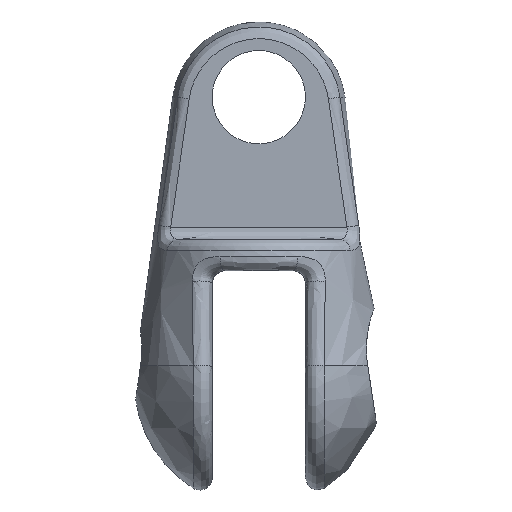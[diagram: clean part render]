
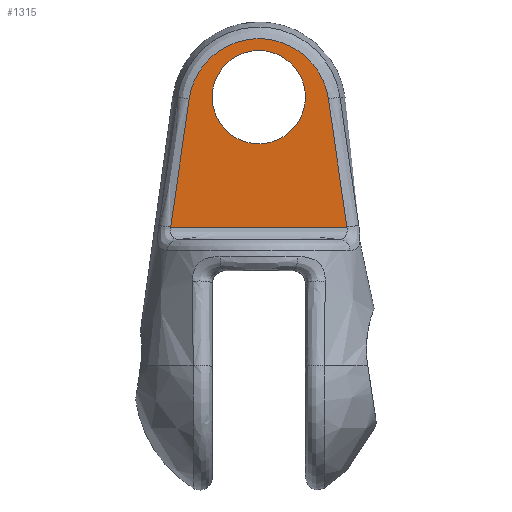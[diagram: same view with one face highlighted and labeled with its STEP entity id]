
A CAD part, left-side view. The second image highlights one B-rep face of the part: STEP entity #1315.
In plain terms, the highlighted free-form (B-spline) face has degree [1, 1] with [2, 2] control points.
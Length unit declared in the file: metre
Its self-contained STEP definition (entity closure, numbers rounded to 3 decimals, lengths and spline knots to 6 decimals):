
#109 = CARTESIAN_POINT ('', (-6., -11.194745, 37.636364));
#110 = VERTEX_POINT ('', #109);
#117 = CARTESIAN_POINT ('', (-6., -14.174922, 17.));
#118 = VERTEX_POINT ('', #117);
#119 = CARTESIAN_POINT ('', (-6., -14.174922, 17.));
#120 = CARTESIAN_POINT ('', (-6., -13.846912, 19.293378));
#121 = CARTESIAN_POINT ('', (-6., -13.189363, 23.879918));
#122 = CARTESIAN_POINT ('', (-6., -12.196798, 30.758831));
#123 = CARTESIAN_POINT ('', (-6., -11.529824, 35.344008));
#124 = CARTESIAN_POINT ('', (-6., -11.194745, 37.636364));
#125 = B_SPLINE_CURVE_WITH_KNOTS ('', 3, (#119, #120, #121, #122, #123, #124), .UNSPECIFIED., .F., .U., (4, 1, 1, 4), (0., 6.950148, 13.900295, 20.850443), .UNSPECIFIED.);
#126 = EDGE_CURVE ('', #118, #110, #125, .T.);
#228 = CARTESIAN_POINT ('', (-6., 11.194745, 37.636364));
#229 = VERTEX_POINT ('', #228);
#236 = CARTESIAN_POINT ('', (-6., -11.194745, 37.636364));
#237 = CARTESIAN_POINT ('', (-6., -11.070372, 38.487225));
#238 = CARTESIAN_POINT ('', (-6., -10.846929, 39.329198));
#239 = CARTESIAN_POINT ('', (-6., -10.533044, 40.129767));
#240 = CARTESIAN_POINT ('', (-6., -10.21916, 40.930336));
#241 = CARTESIAN_POINT ('', (-6., -9.810793, 41.699804));
#242 = CARTESIAN_POINT ('', (-6., -9.323715, 42.408458));
#243 = CARTESIAN_POINT ('', (-6., -8.836638, 43.117111));
#244 = CARTESIAN_POINT ('', (-6., -8.26458, 43.77407));
#245 = CARTESIAN_POINT ('', (-6., -7.629633, 44.353963));
#246 = CARTESIAN_POINT ('', (-6., -7.207884, 44.739145));
#247 = CARTESIAN_POINT ('', (-6., -6.755595, 45.093304));
#248 = CARTESIAN_POINT ('', (-6., -6.280513, 45.410375));
#249 = CARTESIAN_POINT ('', (-6., -5.805431, 45.727446));
#250 = CARTESIAN_POINT ('', (-6., -5.304844, 46.009239));
#251 = CARTESIAN_POINT ('', (-6., -4.787327, 46.250927));
#252 = CARTESIAN_POINT ('', (-6., -4.26981, 46.492614));
#253 = CARTESIAN_POINT ('', (-6., -3.732409, 46.695577));
#254 = CARTESIAN_POINT ('', (-6., -3.184328, 46.856337));
#255 = CARTESIAN_POINT ('', (-6., -2.636247, 47.017098));
#256 = CARTESIAN_POINT ('', (-6., -2.074357, 47.136574));
#257 = CARTESIAN_POINT ('', (-6., -1.508284, 47.21272));
#258 = CARTESIAN_POINT ('', (-6., -1.131507, 47.263402));
#259 = CARTESIAN_POINT ('', (-6., -0.751691, 47.295109));
#260 = CARTESIAN_POINT ('', (-6., -0.371725, 47.3076));
#261 = CARTESIAN_POINT ('', (-6., -0.118594, 47.315922));
#262 = CARTESIAN_POINT ('', (-6., 0.134959, 47.315738));
#263 = CARTESIAN_POINT ('', (-6., 0.388078, 47.307051));
#264 = CARTESIAN_POINT ('', (-6., 0.768025, 47.29401));
#265 = CARTESIAN_POINT ('', (-6., 1.147795, 47.261754));
#266 = CARTESIAN_POINT ('', (-6., 1.524498, 47.210527));
#267 = CARTESIAN_POINT ('', (-6., 1.901202, 47.159299));
#268 = CARTESIAN_POINT ('', (-6., 2.275794, 47.088972));
#269 = CARTESIAN_POINT ('', (-6., 2.645426, 47.000078));
#270 = CARTESIAN_POINT ('', (-6., 3.200764, 46.866524));
#271 = CARTESIAN_POINT ('', (-6., 3.747515, 46.690293));
#272 = CARTESIAN_POINT ('', (-6., 4.276315, 46.474404));
#273 = CARTESIAN_POINT ('', (-6., 4.805114, 46.258514));
#274 = CARTESIAN_POINT ('', (-6., 5.31898, 46.001734));
#275 = CARTESIAN_POINT ('', (-6., 5.809111, 45.708462));
#276 = CARTESIAN_POINT ('', (-6., 6.299241, 45.41519));
#277 = CARTESIAN_POINT ('', (-6., 6.768435, 45.083751));
#278 = CARTESIAN_POINT ('', (-6., 7.208654, 44.719823));
#279 = CARTESIAN_POINT ('', (-6., 7.648873, 44.355894));
#280 = CARTESIAN_POINT ('', (-6., 8.062632, 43.957399));
#281 = CARTESIAN_POINT ('', (-6., 8.442842, 43.531163));
#282 = CARTESIAN_POINT ('', (-6., 8.823052, 43.104927));
#283 = CARTESIAN_POINT ('', (-6., 9.171884, 42.648517));
#284 = CARTESIAN_POINT ('', (-6., 9.483363, 42.16975));
#285 = CARTESIAN_POINT ('', (-6., 9.794843, 41.690984));
#286 = CARTESIAN_POINT ('', (-6., 10.070747, 41.187127));
#287 = CARTESIAN_POINT ('', (-6., 10.306351, 40.666812));
#288 = CARTESIAN_POINT ('', (-6., 10.424152, 40.406655));
#289 = CARTESIAN_POINT ('', (-6., 10.532399, 40.141271));
#290 = CARTESIAN_POINT ('', (-6., 10.630162, 39.87294));
#291 = CARTESIAN_POINT ('', (-6., 10.727924, 39.604608));
#292 = CARTESIAN_POINT ('', (-6., 10.815764, 39.331789));
#293 = CARTESIAN_POINT ('', (-6., 10.892925, 39.056825));
#294 = CARTESIAN_POINT ('', (-6., 10.944284, 38.873809));
#295 = CARTESIAN_POINT ('', (-6., 10.991087, 38.689264));
#296 = CARTESIAN_POINT ('', (-6., 11.033156, 38.503892));
#297 = CARTESIAN_POINT ('', (-6., 11.075224, 38.318521));
#298 = CARTESIAN_POINT ('', (-6., 11.112666, 38.131851));
#299 = CARTESIAN_POINT ('', (-6., 11.145338, 37.944595));
#300 = CARTESIAN_POINT ('', (-6., 11.163223, 37.842088));
#301 = CARTESIAN_POINT ('', (-6., 11.179695, 37.739325));
#302 = CARTESIAN_POINT ('', (-6., 11.194745, 37.636364));
#303 = B_SPLINE_CURVE_WITH_KNOTS ('', 3, (#236, #237, #238, #239, #240, #241, #242, #243, #244, #245, #246, #247, #248, #249, #250, #251, #252, #253, #254, #255, #256, #257, #258, #259, #260, #261, #262, #263, #264, #265, #266, #267, #268, #269, #270, #271, #272, #273, #274, #275, #276, #277, #278, #279, #280, #281, #282, #283, #284, #285, #286, #287, #288, #289, #290, #291, #292, #293, #294, #295, #296, #297, #298, #299, #300, #301, #302), .UNSPECIFIED., .F., .U., (4, 3, 3, 3, 3, 3, 3, 3, 3, 3, 3, 3, 3, 3, 3, 3, 3, 3, 3, 3, 3, 3, 4), (0., 2.579711, 5.159422, 7.739132, 9.452646, 11.16616, 12.879674, 14.593188, 15.733701, 16.493504, 17.634016, 18.774529, 20.488043, 22.201557, 23.915071, 25.628585, 27.342099, 29.055613, 29.91237, 30.769127, 31.339383, 31.909639, 32.221804), .UNSPECIFIED.);
#304 = EDGE_CURVE ('', #110, #229, #303, .T.);
#512 = CARTESIAN_POINT ('', (-6., 14.174922, 17.));
#513 = VERTEX_POINT ('', #512);
#514 = CARTESIAN_POINT ('', (-6., 14.174922, 17.));
#515 = CARTESIAN_POINT ('', (-6., 13.846912, 19.293378));
#516 = CARTESIAN_POINT ('', (-6., 13.189363, 23.879918));
#517 = CARTESIAN_POINT ('', (-6., 12.196798, 30.758831));
#518 = CARTESIAN_POINT ('', (-6., 11.529824, 35.344008));
#519 = CARTESIAN_POINT ('', (-6., 11.194745, 37.636364));
#520 = B_SPLINE_CURVE_WITH_KNOTS ('', 3, (#514, #515, #516, #517, #518, #519), .UNSPECIFIED., .F., .U., (4, 1, 1, 4), (0., 6.950148, 13.900295, 20.850443), .UNSPECIFIED.);
#521 = EDGE_CURVE ('', #513, #229, #520, .T.);
#1002 = CARTESIAN_POINT ('', (-6., -14.174922, 17.));
#1003 = CARTESIAN_POINT ('', (-6., 14.174922, 17.));
#1004 = B_SPLINE_CURVE_WITH_KNOTS ('', 1, (#1002, #1003), .UNSPECIFIED., .F., .U., (2, 2), (0., 28.349845), .UNSPECIFIED.);
#1005 = EDGE_CURVE ('', #118, #513, #1004, .T.);
#1288 = ORIENTED_EDGE ('', *, *, #1005, .F.);
#1289 = ORIENTED_EDGE ('', *, *, #126, .T.);
#1290 = ORIENTED_EDGE ('', *, *, #304, .T.);
#1291 = ORIENTED_EDGE ('', *, *, #521, .F.);
#1292 = EDGE_LOOP ('', (#1288, #1289, #1290, #1291));
#1293 = FACE_OUTER_BOUND ('', #1292, .T.);
#1294 = CARTESIAN_POINT ('', (-6., 7.5, 37.909091));
#1295 = VERTEX_POINT ('', #1294);
#1296 = CARTESIAN_POINT ('', (-6., 7.5, 37.909091));
#1297 = CARTESIAN_POINT ('', (-6., 7.5, 45.409091));
#1298 = CARTESIAN_POINT ('', (-6., 0., 45.409091));
#1299 = CARTESIAN_POINT ('', (-6., -7.5, 45.409091));
#1300 = CARTESIAN_POINT ('', (-6., -7.5, 37.909091));
#1301 = CARTESIAN_POINT ('', (-6., -7.5, 30.409091));
#1302 = CARTESIAN_POINT ('', (-6., 0., 30.409091));
#1303 = CARTESIAN_POINT ('', (-6., 7.5, 30.409091));
#1304 = CARTESIAN_POINT ('', (-6., 7.5, 37.909091));
#1305 = (
   BOUNDED_CURVE ()
   B_SPLINE_CURVE (2, (#1296, #1297, #1298, #1299, #1300, #1301, #1302, #1303, #1304), .UNSPECIFIED., .T., .U.)
   B_SPLINE_CURVE_WITH_KNOTS ((3, 2, 2, 2, 3), (0., 0.25, 0.5, 0.75, 1.), .UNSPECIFIED.)
   CURVE ()
   GEOMETRIC_REPRESENTATION_ITEM ()
   RATIONAL_B_SPLINE_CURVE ((1., 0.707, 1., 0.707, 1., 0.707, 1., 0.707, 1.))
   REPRESENTATION_ITEM ('')
);
#1306 = EDGE_CURVE ('', #1295, #1295, #1305, .T.);
#1307 = ORIENTED_EDGE ('', *, *, #1306, .T.);
#1308 = EDGE_LOOP ('', (#1307));
#1309 = FACE_BOUND ('', #1308, .T.);
#1310 = CARTESIAN_POINT ('', (-6., -90., 56.));
#1311 = CARTESIAN_POINT ('', (-6., -90., 15.));
#1312 = CARTESIAN_POINT ('', (-6., 90., 56.));
#1313 = CARTESIAN_POINT ('', (-6., 90., 15.));
#1314 = B_SPLINE_SURFACE_WITH_KNOTS ('', 1, 1, ((#1310, #1311), (#1312, #1313)), .UNSPECIFIED., .F., .F., .U., (2, 2), (2, 2), (0., 1.), (67., 108.), .UNSPECIFIED.);
#1315 = ADVANCED_FACE ('', (#1293, #1309), #1314, .T.);
